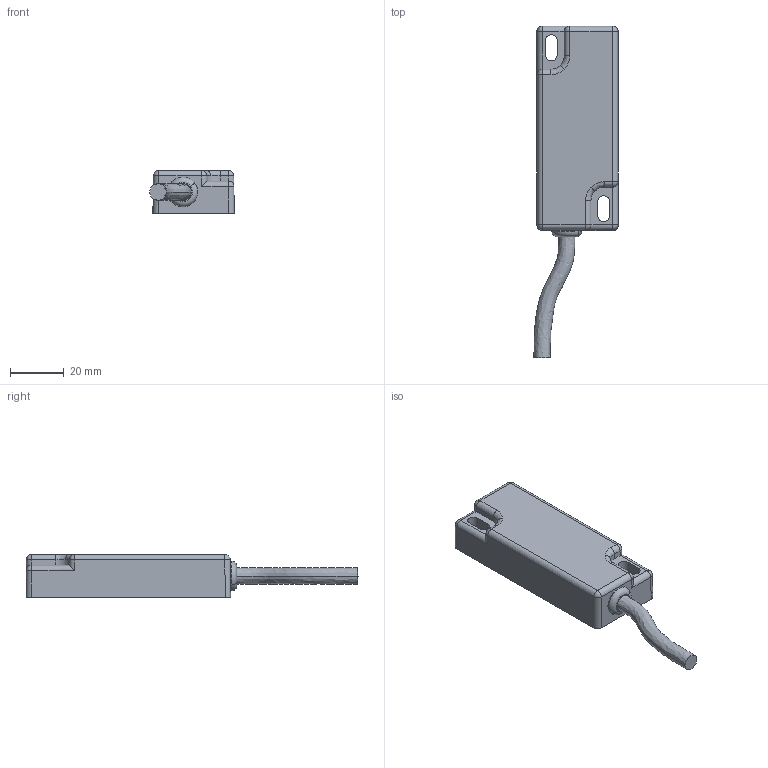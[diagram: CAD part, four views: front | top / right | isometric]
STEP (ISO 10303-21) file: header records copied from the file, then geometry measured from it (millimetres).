
FILE_DESCRIPTION (( 'STEP AP214' ), '1' );
FILE_NAME ('MS21 ABS Switch and Actuator.STEP', '2010-06-11T12:15:41', ( ' ' ), ( ' ' ), 'SwSTEP 2.0', 'SolidWorks 2004231', '' );
FILE_SCHEMA (( 'AUTOMOTIVE_DESIGN' ));
Length unit declared in the file: millimetre
Products named in the file (4): 150.005 (cable 4 core); 359.700 (MS21 Switch Red); MS21 ABS Switch and Actuator; 103.019 (Grommet PV751)
Assembly tree (3 placements, depth 2):
  MS21 ABS Switch and Actuator
    359.700 (MS21 Switch Red)
    150.005 (cable 4 core)
    103.019 (Grommet PV751)
Bounding box: 31.45 x 123.83 x 16 mm (x, y, z)
Volume: 12620.1 mm3; surface area: 15864.7 mm2
Topology: 3 solids, 3 shells, 122 faces, 295 edges, 186 vertices
Faces by surface type: plane 57, cylinder 43, sphere 8, bspline 6, cone 4, torus 4
Entity records: 6203 total; most frequent: CARTESIAN_POINT 2151, ORIENTED_EDGE 590, DIRECTION 571, EDGE_CURVE 295, AXIS2_PLACEMENT_3D 198, VERTEX_POINT 186, VECTOR 175, LINE 175
